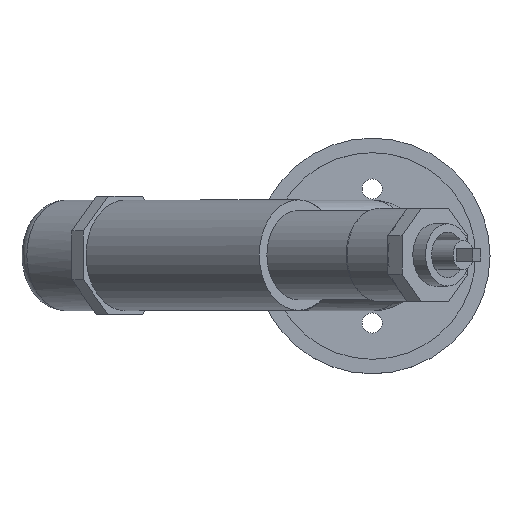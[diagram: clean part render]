
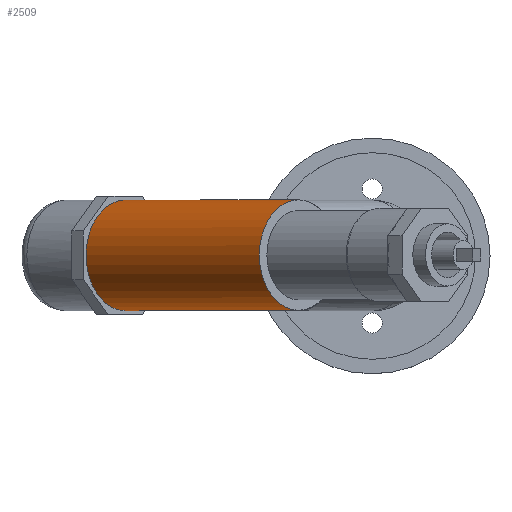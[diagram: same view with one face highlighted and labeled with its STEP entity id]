
A CAD part, top view. The second image highlights one B-rep face of the part: STEP entity #2509.
In plain terms, the highlighted cylindrical face has radius 16.5 mm (diameter 33 mm), a full revolution.
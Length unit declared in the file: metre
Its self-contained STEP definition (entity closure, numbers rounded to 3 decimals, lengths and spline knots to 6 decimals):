
#12=ELLIPSE('',#2963,0.023335,0.0165);
#13=ELLIPSE('',#2964,0.023335,0.0165);
#134=CIRCLE('',#2960,0.0165);
#135=CIRCLE('',#2962,0.0165);
#200=CYLINDRICAL_SURFACE('',#2961,0.0165);
#692=ORIENTED_EDGE('',*,*,#1080,.F.);
#693=ORIENTED_EDGE('',*,*,#1081,.F.);
#694=ORIENTED_EDGE('',*,*,#1082,.F.);
#695=ORIENTED_EDGE('',*,*,#1083,.F.);
#1080=EDGE_CURVE('',#1328,#1328,#134,.T.);
#1081=EDGE_CURVE('',#1329,#1329,#135,.T.);
#1082=EDGE_CURVE('',#1330,#1331,#12,.T.);
#1083=EDGE_CURVE('',#1331,#1330,#13,.T.);
#1328=VERTEX_POINT('',#4354);
#1329=VERTEX_POINT('',#4357);
#1330=VERTEX_POINT('',#4359);
#1331=VERTEX_POINT('',#4360);
#1946=EDGE_LOOP('',(#692));
#1947=EDGE_LOOP('',(#693));
#1948=EDGE_LOOP('',(#694,#695));
#2198=FACE_BOUND('',#1946,.T.);
#2199=FACE_BOUND('',#1947,.T.);
#2200=FACE_BOUND('',#1948,.T.);
#2509=ADVANCED_FACE('',(#2198,#2199,#2200),#200,.T.);
#2960=AXIS2_PLACEMENT_3D('',#4353,#3597,#3598);
#2961=AXIS2_PLACEMENT_3D('',#4355,#3599,#3600);
#2962=AXIS2_PLACEMENT_3D('',#4356,#3601,#3602);
#2963=AXIS2_PLACEMENT_3D('',#4358,#3603,#3604);
#2964=AXIS2_PLACEMENT_3D('',#4361,#3605,#3606);
#3597=DIRECTION('',(0.707,0.,0.707));
#3598=DIRECTION('',(-0.707,0.,0.707));
#3599=DIRECTION('',(0.707,0.,0.707));
#3600=DIRECTION('',(-0.707,0.,0.707));
#3601=DIRECTION('',(-0.707,0.,-0.707));
#3602=DIRECTION('',(-0.707,0.,0.707));
#3603=DIRECTION('',(0.,0.,-1.));
#3604=DIRECTION('',(-1.,0.,0.));
#3605=DIRECTION('',(1.,0.,0.));
#3606=DIRECTION('',(0.,0.,1.));
#4353=CARTESIAN_POINT('',(-0.022012,0.,0.15508));
#4354=CARTESIAN_POINT('',(-0.033679,0.,0.166747));
#4355=CARTESIAN_POINT('',(-0.047871,0.,0.129221));
#4356=CARTESIAN_POINT('',(-0.07373,0.,0.103362));
#4357=CARTESIAN_POINT('',(-0.085397,0.,0.115029));
#4358=CARTESIAN_POINT('',(-0.047871,0.,0.129221));
#4359=CARTESIAN_POINT('',(-0.047871,0.0165,0.129221));
#4360=CARTESIAN_POINT('',(-0.047871,-0.0165,0.129221));
#4361=CARTESIAN_POINT('',(-0.047871,0.,0.129221));
